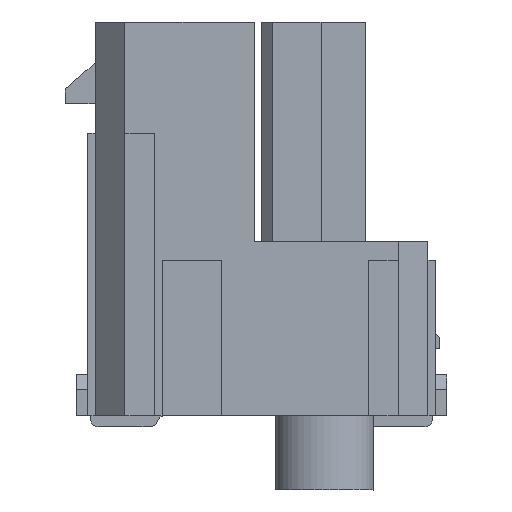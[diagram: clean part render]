
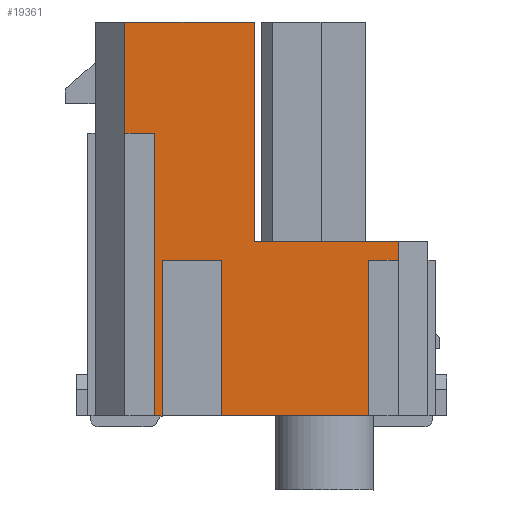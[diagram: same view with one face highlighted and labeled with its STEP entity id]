
A CAD part, left-side view. The second image highlights one B-rep face of the part: STEP entity #19361.
In plain terms, the highlighted planar face has unit normal (-1, 0, 0).
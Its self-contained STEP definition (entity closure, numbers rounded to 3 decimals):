
#18317=CARTESIAN_POINT('',(-14.85,-1.49,0.15));
#18318=VERTEX_POINT('',#18317);
#18325=CARTESIAN_POINT('',(-14.85,0.49,0.15));
#18326=VERTEX_POINT('',#18325);
#18327=CARTESIAN_POINT('',(-14.85,-1.49,0.15));
#18328=DIRECTION('',(0.0,1.0,0.0));
#18329=VECTOR('',#18328,1.98);
#18330=LINE('',#18327,#18329);
#18331=EDGE_CURVE('',#18318,#18326,#18330,.T.);
#18349=CARTESIAN_POINT('',(-14.85,1.29,0.15));
#18350=VERTEX_POINT('',#18349);
#18357=CARTESIAN_POINT('',(-14.85,1.39,0.15));
#18358=VERTEX_POINT('',#18357);
#18359=CARTESIAN_POINT('',(-14.85,1.29,0.15));
#18360=DIRECTION('',(0.0,1.0,0.0));
#18361=VECTOR('',#18360,0.1);
#18362=LINE('',#18359,#18361);
#18363=EDGE_CURVE('',#18350,#18358,#18362,.T.);
#19183=CARTESIAN_POINT('',(-14.85,1.39,3.95));
#19184=VERTEX_POINT('',#19183);
#19185=CARTESIAN_POINT('',(-14.85,1.39,3.95));
#19186=DIRECTION('',(0.0,0.0,-1.0));
#19187=VECTOR('',#19186,3.8);
#19188=LINE('',#19185,#19187);
#19189=EDGE_CURVE('',#19184,#18358,#19188,.T.);
#19214=CARTESIAN_POINT('',(-14.85,1.79,3.95));
#19215=VERTEX_POINT('',#19214);
#19262=CARTESIAN_POINT('',(-14.85,1.79,3.95));
#19263=DIRECTION('',(0.0,-1.0,0.0));
#19264=VECTOR('',#19263,0.4);
#19265=LINE('',#19262,#19264);
#19266=EDGE_CURVE('',#19215,#19184,#19265,.T.);
#19274=CARTESIAN_POINT('',(-14.85,1.79,5.45));
#19275=DIRECTION('',(-1.0,0.0,0.0));
#19276=DIRECTION('',(0.0,0.0,1.0));
#19277=AXIS2_PLACEMENT_3D('',#19274,#19275,#19276);
#19278=PLANE('',#19277);
#19279=ORIENTED_EDGE('',*,*,#19189,.T.);
#19280=ORIENTED_EDGE('',*,*,#18363,.F.);
#19281=CARTESIAN_POINT('',(-14.85,1.29,2.24));
#19282=VERTEX_POINT('',#19281);
#19283=CARTESIAN_POINT('',(-14.85,1.29,0.15));
#19284=DIRECTION('',(0.0,0.0,1.0));
#19285=VECTOR('',#19284,2.09);
#19286=LINE('',#19283,#19285);
#19287=EDGE_CURVE('',#18350,#19282,#19286,.T.);
#19288=ORIENTED_EDGE('',*,*,#19287,.T.);
#19289=CARTESIAN_POINT('',(-14.85,0.49,2.24));
#19290=VERTEX_POINT('',#19289);
#19291=CARTESIAN_POINT('',(-14.85,1.29,2.24));
#19292=DIRECTION('',(0.0,-1.0,0.0));
#19293=VECTOR('',#19292,0.8);
#19294=LINE('',#19291,#19293);
#19295=EDGE_CURVE('',#19282,#19290,#19294,.T.);
#19296=ORIENTED_EDGE('',*,*,#19295,.T.);
#19297=CARTESIAN_POINT('',(-14.85,0.49,0.15));
#19298=DIRECTION('',(0.0,0.0,1.0));
#19299=VECTOR('',#19298,2.09);
#19300=LINE('',#19297,#19299);
#19301=EDGE_CURVE('',#18326,#19290,#19300,.T.);
#19302=ORIENTED_EDGE('',*,*,#19301,.F.);
#19303=ORIENTED_EDGE('',*,*,#18331,.F.);
#19304=CARTESIAN_POINT('',(-14.85,-1.49,2.24));
#19305=VERTEX_POINT('',#19304);
#19306=CARTESIAN_POINT('',(-14.85,-1.49,2.24));
#19307=DIRECTION('',(0.0,0.0,-1.0));
#19308=VECTOR('',#19307,2.09);
#19309=LINE('',#19306,#19308);
#19310=EDGE_CURVE('',#19305,#18318,#19309,.T.);
#19311=ORIENTED_EDGE('',*,*,#19310,.F.);
#19312=CARTESIAN_POINT('',(-14.85,-1.89,2.24));
#19313=VERTEX_POINT('',#19312);
#19314=CARTESIAN_POINT('',(-14.85,-1.89,2.24));
#19315=DIRECTION('',(0.0,1.0,0.0));
#19316=VECTOR('',#19315,0.4);
#19317=LINE('',#19314,#19316);
#19318=EDGE_CURVE('',#19313,#19305,#19317,.T.);
#19319=ORIENTED_EDGE('',*,*,#19318,.F.);
#19320=CARTESIAN_POINT('',(-14.85,-1.89,2.5));
#19321=VERTEX_POINT('',#19320);
#19322=CARTESIAN_POINT('',(-14.85,-1.89,2.24));
#19323=DIRECTION('',(0.0,0.0,1.0));
#19324=VECTOR('',#19323,0.26);
#19325=LINE('',#19322,#19324);
#19326=EDGE_CURVE('',#19313,#19321,#19325,.T.);
#19327=ORIENTED_EDGE('',*,*,#19326,.T.);
#19328=CARTESIAN_POINT('',(-14.85,0.05,2.5));
#19329=VERTEX_POINT('',#19328);
#19330=CARTESIAN_POINT('',(-14.85,-1.89,2.5));
#19331=DIRECTION('',(0.0,1.0,0.0));
#19332=VECTOR('',#19331,1.94);
#19333=LINE('',#19330,#19332);
#19334=EDGE_CURVE('',#19321,#19329,#19333,.T.);
#19335=ORIENTED_EDGE('',*,*,#19334,.T.);
#19336=CARTESIAN_POINT('',(-14.85,0.05,5.45));
#19337=VERTEX_POINT('',#19336);
#19338=CARTESIAN_POINT('',(-14.85,0.05,5.45));
#19339=DIRECTION('',(0.0,0.0,-1.0));
#19340=VECTOR('',#19339,2.95);
#19341=LINE('',#19338,#19340);
#19342=EDGE_CURVE('',#19337,#19329,#19341,.T.);
#19343=ORIENTED_EDGE('',*,*,#19342,.F.);
#19344=CARTESIAN_POINT('',(-14.85,1.79,5.45));
#19345=VERTEX_POINT('',#19344);
#19346=CARTESIAN_POINT('',(-14.85,1.79,5.45));
#19347=DIRECTION('',(0.0,-1.0,0.0));
#19348=VECTOR('',#19347,1.74);
#19349=LINE('',#19346,#19348);
#19350=EDGE_CURVE('',#19345,#19337,#19349,.T.);
#19351=ORIENTED_EDGE('',*,*,#19350,.F.);
#19352=CARTESIAN_POINT('',(-14.85,1.79,5.45));
#19353=DIRECTION('',(0.0,0.0,-1.0));
#19354=VECTOR('',#19353,1.5);
#19355=LINE('',#19352,#19354);
#19356=EDGE_CURVE('',#19345,#19215,#19355,.T.);
#19357=ORIENTED_EDGE('',*,*,#19356,.T.);
#19358=ORIENTED_EDGE('',*,*,#19266,.T.);
#19359=EDGE_LOOP('',(#19279,#19280,#19288,#19296,#19302,#19303,#19311,#19319,#19327,#19335,#19343,#19351,#19357,#19358));
#19360=FACE_OUTER_BOUND('',#19359,.T.);
#19361=ADVANCED_FACE('',(#19360),#19278,.T.);
